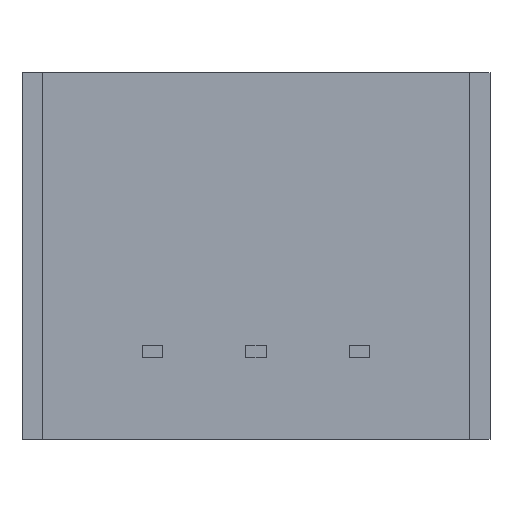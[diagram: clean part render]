
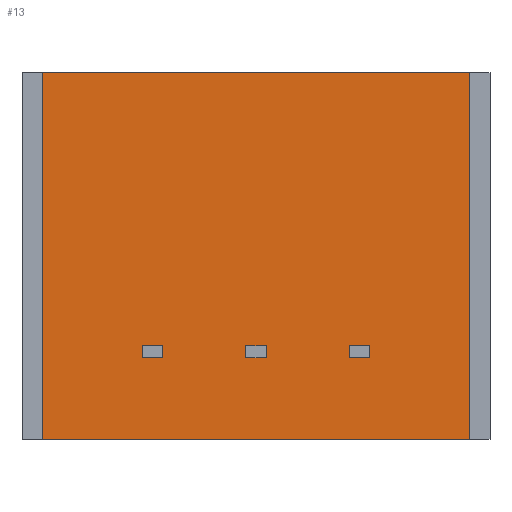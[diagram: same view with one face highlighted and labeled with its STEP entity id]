
A CAD part, front view. The second image highlights one B-rep face of the part: STEP entity #13.
In plain terms, the highlighted planar face has unit normal (0, -1, 0).
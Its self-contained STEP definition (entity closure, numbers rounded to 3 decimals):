
#13 = ADVANCED_FACE ( 'NONE', ( #540, #333, #668 ), #341, .F. ) ;
#16 = ORIENTED_EDGE ( 'NONE', *, *, #962, .T. ) ;
#22 = CARTESIAN_POINT ( 'NONE',  ( -0.25, 0., 2.3 ) ) ;
#60 = DIRECTION ( 'NONE',  ( 1., 0., 0. ) ) ;
#69 = VERTEX_POINT ( 'NONE', #194 ) ;
#71 = CARTESIAN_POINT ( 'NONE',  ( 5.25, 0., 0. ) ) ;
#84 = EDGE_LOOP ( 'NONE', ( #612, #964, #167, #922 ) ) ;
#96 = ORIENTED_EDGE ( 'NONE', *, *, #158, .F. ) ;
#114 = DIRECTION ( 'NONE',  ( 0., 0., 1. ) ) ;
#122 = VERTEX_POINT ( 'NONE', #214 ) ;
#148 = CARTESIAN_POINT ( 'NONE',  ( 0.25, 0., 2.3 ) ) ;
#149 = ORIENTED_EDGE ( 'NONE', *, *, #436, .T. ) ;
#158 = EDGE_CURVE ( 'NONE', #69, #954, #841, .T. ) ;
#167 = ORIENTED_EDGE ( 'NONE', *, *, #531, .F. ) ;
#168 = CARTESIAN_POINT ( 'NONE',  ( -0.25, 0., 2.3 ) ) ;
#174 = CARTESIAN_POINT ( 'NONE',  ( -5.25, 0., 0. ) ) ;
#183 = CARTESIAN_POINT ( 'NONE',  ( 0.25, 0., 2. ) ) ;
#194 = CARTESIAN_POINT ( 'NONE',  ( 2.29, 0., 2.3 ) ) ;
#196 = LINE ( 'NONE', #310, #291 ) ;
#214 = CARTESIAN_POINT ( 'NONE',  ( 0.25, 0., 2.3 ) ) ;
#215 = VERTEX_POINT ( 'NONE', #222 ) ;
#216 = EDGE_LOOP ( 'NONE', ( #709, #277, #96, #686 ) ) ;
#222 = CARTESIAN_POINT ( 'NONE',  ( -0.25, 0., 2.3 ) ) ;
#246 = CARTESIAN_POINT ( 'NONE',  ( 2.79, 0., 2.3 ) ) ;
#269 = CARTESIAN_POINT ( 'NONE',  ( -5.25, 0., 9. ) ) ;
#277 = ORIENTED_EDGE ( 'NONE', *, *, #803, .F. ) ;
#281 = CARTESIAN_POINT ( 'NONE',  ( -0.25, 0., 2. ) ) ;
#291 = VECTOR ( 'NONE', #856, 1000. ) ;
#304 = VECTOR ( 'NONE', #850, 1000. ) ;
#308 = EDGE_LOOP ( 'NONE', ( #16, #734, #800, #149 ) ) ;
#310 = CARTESIAN_POINT ( 'NONE',  ( 2.29, 0., 2. ) ) ;
#333 = FACE_OUTER_BOUND ( 'NONE', #308, .T. ) ;
#341 = PLANE ( 'NONE',  #583 ) ;
#349 = VERTEX_POINT ( 'NONE', #666 ) ;
#352 = EDGE_CURVE ( 'NONE', #365, #69, #895, .T. ) ;
#355 = CARTESIAN_POINT ( 'NONE',  ( -0.25, 0., 2. ) ) ;
#363 = VERTEX_POINT ( 'NONE', #355 ) ;
#365 = VERTEX_POINT ( 'NONE', #586 ) ;
#389 = DIRECTION ( 'NONE',  ( 0., 0., 1. ) ) ;
#404 = LINE ( 'NONE', #281, #587 ) ;
#408 = CARTESIAN_POINT ( 'NONE',  ( 5.25, 0., 9. ) ) ;
#424 = VERTEX_POINT ( 'NONE', #408 ) ;
#431 = LINE ( 'NONE', #168, #721 ) ;
#436 = EDGE_CURVE ( 'NONE', #825, #1013, #610, .T. ) ;
#439 = VECTOR ( 'NONE', #389, 1000. ) ;
#440 = DIRECTION ( 'NONE',  ( -1., 0., 0. ) ) ;
#445 = VECTOR ( 'NONE', #440, 1000. ) ;
#453 = LINE ( 'NONE', #864, #500 ) ;
#454 = EDGE_CURVE ( 'NONE', #122, #215, #431, .T. ) ;
#477 = DIRECTION ( 'NONE',  ( 0., 0., -1. ) ) ;
#479 = CARTESIAN_POINT ( 'NONE',  ( -5.25, 0., 9. ) ) ;
#500 = VECTOR ( 'NONE', #477, 1000. ) ;
#502 = LINE ( 'NONE', #22, #681 ) ;
#531 = EDGE_CURVE ( 'NONE', #215, #363, #502, .T. ) ;
#535 = LINE ( 'NONE', #174, #618 ) ;
#540 = FACE_BOUND ( 'NONE', #84, .T. ) ;
#556 = VERTEX_POINT ( 'NONE', #183 ) ;
#572 = DIRECTION ( 'NONE',  ( 1., 0., 0. ) ) ;
#583 = AXIS2_PLACEMENT_3D ( 'NONE', #963, #886, #114 ) ;
#586 = CARTESIAN_POINT ( 'NONE',  ( 2.79, 0., 2.3 ) ) ;
#587 = VECTOR ( 'NONE', #60, 1000. ) ;
#610 = LINE ( 'NONE', #637, #778 ) ;
#612 = ORIENTED_EDGE ( 'NONE', *, *, #799, .F. ) ;
#618 = VECTOR ( 'NONE', #711, 1000. ) ;
#637 = CARTESIAN_POINT ( 'NONE',  ( -5.25, 0., 9. ) ) ;
#650 = CARTESIAN_POINT ( 'NONE',  ( -5.25, 0., 0. ) ) ;
#665 = EDGE_CURVE ( 'NONE', #825, #424, #704, .T. ) ;
#666 = CARTESIAN_POINT ( 'NONE',  ( 2.79, 0., 2. ) ) ;
#668 = FACE_BOUND ( 'NONE', #216, .T. ) ;
#681 = VECTOR ( 'NONE', #950, 1000. ) ;
#686 = ORIENTED_EDGE ( 'NONE', *, *, #352, .F. ) ;
#688 = DIRECTION ( 'NONE',  ( 0., 0., -1. ) ) ;
#692 = EDGE_CURVE ( 'NONE', #363, #556, #404, .T. ) ;
#696 = CARTESIAN_POINT ( 'NONE',  ( 2.29, 0., 2.3 ) ) ;
#704 = LINE ( 'NONE', #269, #930 ) ;
#709 = ORIENTED_EDGE ( 'NONE', *, *, #813, .F. ) ;
#711 = DIRECTION ( 'NONE',  ( 1., 0., 0. ) ) ;
#718 = LINE ( 'NONE', #148, #304 ) ;
#721 = VECTOR ( 'NONE', #795, 1000. ) ;
#723 = VERTEX_POINT ( 'NONE', #71 ) ;
#734 = ORIENTED_EDGE ( 'NONE', *, *, #855, .F. ) ;
#778 = VECTOR ( 'NONE', #801, 1000. ) ;
#795 = DIRECTION ( 'NONE',  ( -1., 0., 0. ) ) ;
#799 = EDGE_CURVE ( 'NONE', #556, #122, #718, .T. ) ;
#800 = ORIENTED_EDGE ( 'NONE', *, *, #665, .F. ) ;
#801 = DIRECTION ( 'NONE',  ( 0., 0., -1. ) ) ;
#803 = EDGE_CURVE ( 'NONE', #954, #349, #196, .T. ) ;
#813 = EDGE_CURVE ( 'NONE', #349, #365, #984, .T. ) ;
#825 = VERTEX_POINT ( 'NONE', #479 ) ;
#841 = LINE ( 'NONE', #696, #972 ) ;
#850 = DIRECTION ( 'NONE',  ( 0., 0., 1. ) ) ;
#855 = EDGE_CURVE ( 'NONE', #424, #723, #453, .T. ) ;
#856 = DIRECTION ( 'NONE',  ( 1., 0., 0. ) ) ;
#864 = CARTESIAN_POINT ( 'NONE',  ( 5.25, 0., 9. ) ) ;
#880 = CARTESIAN_POINT ( 'NONE',  ( 2.29, 0., 2. ) ) ;
#886 = DIRECTION ( 'NONE',  ( 0., 1., 0. ) ) ;
#895 = LINE ( 'NONE', #909, #445 ) ;
#909 = CARTESIAN_POINT ( 'NONE',  ( 2.29, 0., 2.3 ) ) ;
#922 = ORIENTED_EDGE ( 'NONE', *, *, #454, .F. ) ;
#930 = VECTOR ( 'NONE', #572, 1000. ) ;
#950 = DIRECTION ( 'NONE',  ( 0., 0., -1. ) ) ;
#954 = VERTEX_POINT ( 'NONE', #880 ) ;
#962 = EDGE_CURVE ( 'NONE', #1013, #723, #535, .T. ) ;
#963 = CARTESIAN_POINT ( 'NONE',  ( -5.25, 0., 9. ) ) ;
#964 = ORIENTED_EDGE ( 'NONE', *, *, #692, .F. ) ;
#972 = VECTOR ( 'NONE', #688, 1000. ) ;
#984 = LINE ( 'NONE', #246, #439 ) ;
#1013 = VERTEX_POINT ( 'NONE', #650 ) ;
